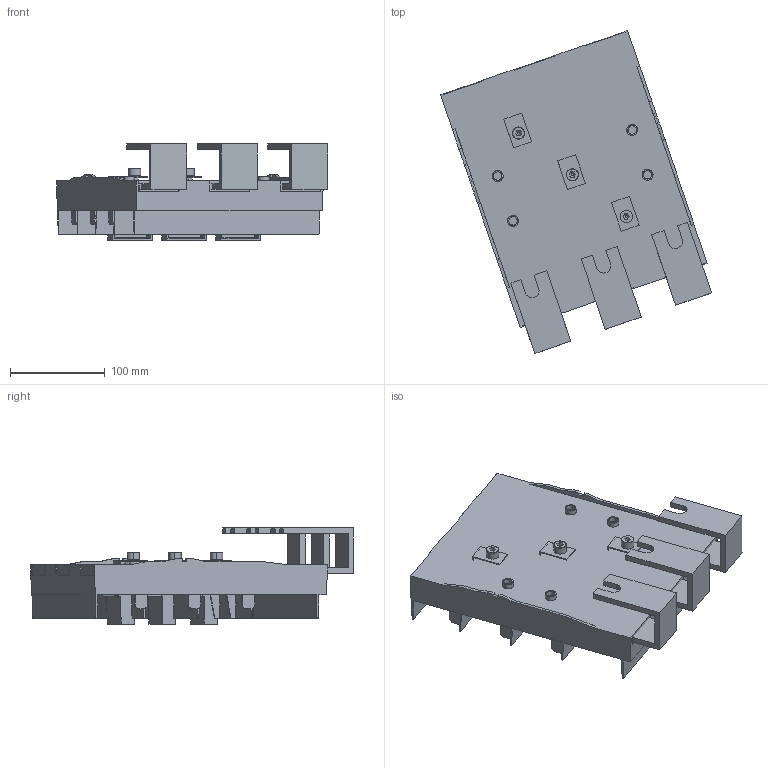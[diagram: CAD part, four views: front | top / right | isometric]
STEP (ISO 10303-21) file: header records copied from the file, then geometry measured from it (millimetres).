
FILE_DESCRIPTION((''),'2;1');
FILE_NAME('PRT0003','2024-01-06T22:09:13',('20724'),(''),'CREO PARAMETRIC BY PTC INC, 2016390','CREO PARAMETRIC BY PTC INC, 2016390','');
FILE_SCHEMA(('AUTOMOTIVE_DESIGN { 1 0 10303 214 1 1 1 1 }'));
Length unit declared in the file: millimetre
Products named in the file (1): PRT0003
Bounding box: 286.09 x 340.68 x 101.5 mm (x, y, z)
Surface area: 317929.4 mm2 (no closed solid volume)
Topology: 0 solids, 27 shells, 523 faces, 1613 edges, 1133 vertices
Faces by surface type: plane 425, cylinder 60, cone 30, torus 8
Entity records: 23350 total; most frequent: CARTESIAN_POINT 3933, ORIENTED_EDGE 2954, DIRECTION 2700, EDGE_CURVE 1613, PRESENTATION_STYLE_ASSIGNMENT 1581, STYLED_ITEM 1546, CURVE_STYLE 1503, VECTOR 1276
